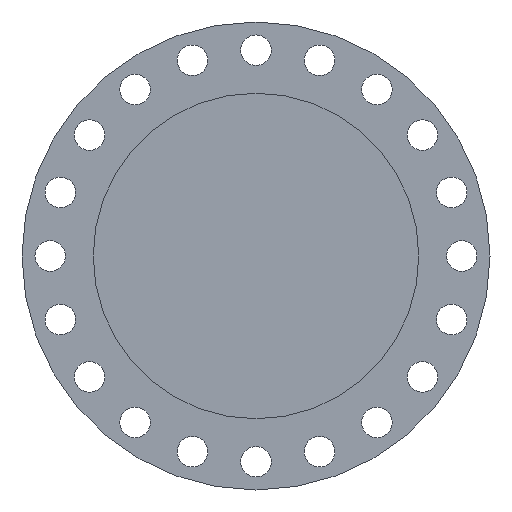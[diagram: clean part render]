
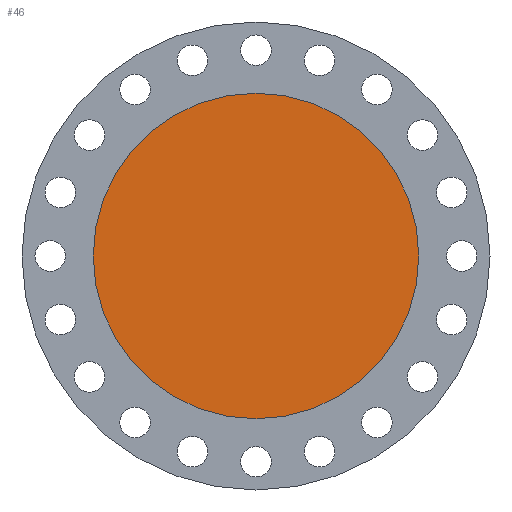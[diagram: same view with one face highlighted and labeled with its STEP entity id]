
A CAD part, left-side view. The second image highlights one B-rep face of the part: STEP entity #46.
In plain terms, the highlighted planar face has unit normal (-1, 0, 0).
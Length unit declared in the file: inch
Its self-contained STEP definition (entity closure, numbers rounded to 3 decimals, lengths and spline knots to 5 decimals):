
#8 = DIRECTION ( 'NONE',  ( 0., 0., 1. ) ) ;
#17 = DIRECTION ( 'NONE',  ( -1., 0., 0. ) ) ;
#46 = ADVANCED_FACE ( 'NONE', ( #1116 ), #1252, .T. ) ;
#109 = CARTESIAN_POINT ( 'NONE',  ( 0., 0., 0. ) ) ;
#145 = DIRECTION ( 'NONE',  ( -1., 0., 0. ) ) ;
#294 = DIRECTION ( 'NONE',  ( 0., 0., 1. ) ) ;
#332 = AXIS2_PLACEMENT_3D ( 'NONE', #109, #1208, #8 ) ;
#361 = EDGE_LOOP ( 'NONE', ( #1276, #1677 ) ) ;
#520 = VERTEX_POINT ( 'NONE', #1205 ) ;
#579 = VERTEX_POINT ( 'NONE', #643 ) ;
#643 = CARTESIAN_POINT ( 'NONE',  ( 0., 0., -18. ) ) ;
#755 = AXIS2_PLACEMENT_3D ( 'NONE', #979, #145, #1520 ) ;
#847 = EDGE_CURVE ( 'NONE', #579, #520, #1265, .T. ) ;
#864 = CARTESIAN_POINT ( 'NONE',  ( 0., 0., 0. ) ) ;
#929 = AXIS2_PLACEMENT_3D ( 'NONE', #864, #17, #294 ) ;
#941 = EDGE_CURVE ( 'NONE', #520, #579, #1521, .T. ) ;
#979 = CARTESIAN_POINT ( 'NONE',  ( 0., 0., 0. ) ) ;
#1116 = FACE_OUTER_BOUND ( 'NONE', #361, .T. ) ;
#1205 = CARTESIAN_POINT ( 'NONE',  ( 0., 0., 18. ) ) ;
#1208 = DIRECTION ( 'NONE',  ( -1., 0., 0. ) ) ;
#1252 = PLANE ( 'NONE',  #755 ) ;
#1265 = CIRCLE ( 'NONE', #332, 18. ) ;
#1276 = ORIENTED_EDGE ( 'NONE', *, *, #941, .T. ) ;
#1520 = DIRECTION ( 'NONE',  ( 0., 0., 1. ) ) ;
#1521 = CIRCLE ( 'NONE', #929, 18. ) ;
#1677 = ORIENTED_EDGE ( 'NONE', *, *, #847, .T. ) ;
